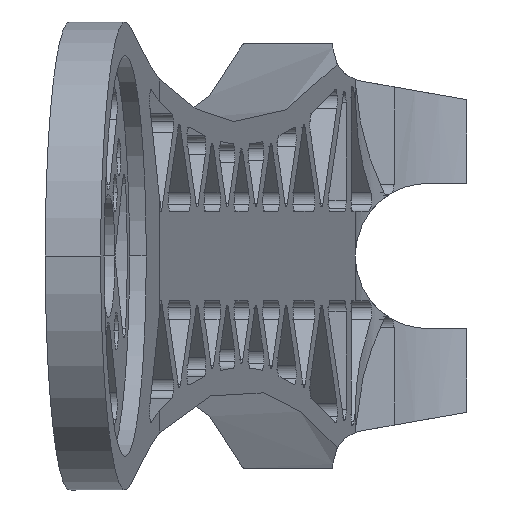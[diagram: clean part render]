
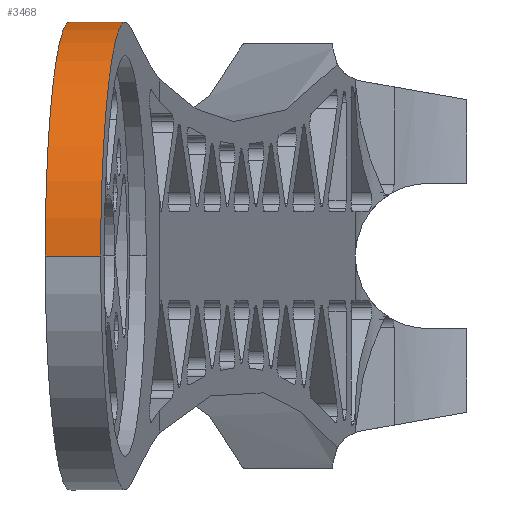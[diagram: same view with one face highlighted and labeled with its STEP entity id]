
A CAD part, left-side view. The second image highlights one B-rep face of the part: STEP entity #3468.
In plain terms, the highlighted cylindrical face has radius 21 mm (diameter 42 mm), a partial arc.
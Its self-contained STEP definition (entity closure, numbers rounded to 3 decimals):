
#132 = CARTESIAN_POINT ( 'NONE',  ( -196.591, 14.297, 0. ) ) ;
#251 = CARTESIAN_POINT ( 'NONE',  ( -175.706, 12.102, 0. ) ) ;
#393 = DIRECTION ( 'NONE',  ( 0.105, 0.995, 0. ) ) ;
#472 = LINE ( 'NONE', #6856, #9078 ) ;
#1585 = EDGE_LOOP ( 'NONE', ( #2566, #3974, #4716, #2863 ) ) ;
#1897 = DIRECTION ( 'NONE',  ( -0.105, -0.995, 0. ) ) ;
#2308 = CARTESIAN_POINT ( 'NONE',  ( -171.066, 11.614, 20.475 ) ) ;
#2566 = ORIENTED_EDGE ( 'NONE', *, *, #7581, .F. ) ;
#2659 = DIRECTION ( 'NONE',  ( 0.424, -0.045, 0.905 ) ) ;
#2778 = VERTEX_POINT ( 'NONE', #9470 ) ;
#2863 = ORIENTED_EDGE ( 'NONE', *, *, #13717, .F. ) ;
#3468 = ADVANCED_FACE ( 'NONE', ( #10569 ), #14006, .T. ) ;
#3974 = ORIENTED_EDGE ( 'NONE', *, *, #8801, .T. ) ;
#3981 = DIRECTION ( 'NONE',  ( -0.995, 0.105, 0. ) ) ;
#4716 = ORIENTED_EDGE ( 'NONE', *, *, #14024, .T. ) ;
#5417 = DIRECTION ( 'NONE',  ( -0.105, -0.995, 0. ) ) ;
#5546 = AXIS2_PLACEMENT_3D ( 'NONE', #11715, #1897, #3981 ) ;
#6280 = AXIS2_PLACEMENT_3D ( 'NONE', #13552, #7087, #2659 ) ;
#6856 = CARTESIAN_POINT ( 'NONE',  ( -170.543, 16.587, 20.475 ) ) ;
#7087 = DIRECTION ( 'NONE',  ( 0.105, 0.995, 0. ) ) ;
#7285 = VERTEX_POINT ( 'NONE', #11479 ) ;
#7581 = EDGE_CURVE ( 'NONE', #7285, #2778, #7881, .T. ) ;
#7881 = CIRCLE ( 'NONE', #6280, 21. ) ;
#8768 = CARTESIAN_POINT ( 'NONE',  ( -196.069, 19.27, 0. ) ) ;
#8801 = EDGE_CURVE ( 'NONE', #7285, #11236, #11794, .T. ) ;
#9078 = VECTOR ( 'NONE', #11167, 1000. ) ;
#9329 = VERTEX_POINT ( 'NONE', #2308 ) ;
#9470 = CARTESIAN_POINT ( 'NONE',  ( -170.543, 16.587, 20.475 ) ) ;
#9530 = AXIS2_PLACEMENT_3D ( 'NONE', #251, #393, #13517 ) ;
#10569 = FACE_OUTER_BOUND ( 'NONE', #1585, .T. ) ;
#11167 = DIRECTION ( 'NONE',  ( -0.105, -0.995, 0. ) ) ;
#11236 = VERTEX_POINT ( 'NONE', #132 ) ;
#11479 = CARTESIAN_POINT ( 'NONE',  ( -196.069, 19.27, 0. ) ) ;
#11715 = CARTESIAN_POINT ( 'NONE',  ( -175.184, 17.075, 0. ) ) ;
#11794 = LINE ( 'NONE', #8768, #13420 ) ;
#13420 = VECTOR ( 'NONE', #5417, 1000. ) ;
#13517 = DIRECTION ( 'NONE',  ( 0.995, -0.105, 0. ) ) ;
#13552 = CARTESIAN_POINT ( 'NONE',  ( -175.184, 17.075, 0. ) ) ;
#13717 = EDGE_CURVE ( 'NONE', #2778, #9329, #472, .T. ) ;
#13884 = CIRCLE ( 'NONE', #9530, 21. ) ;
#14006 = CYLINDRICAL_SURFACE ( 'NONE', #5546, 21. ) ;
#14024 = EDGE_CURVE ( 'NONE', #11236, #9329, #13884, .T. ) ;
